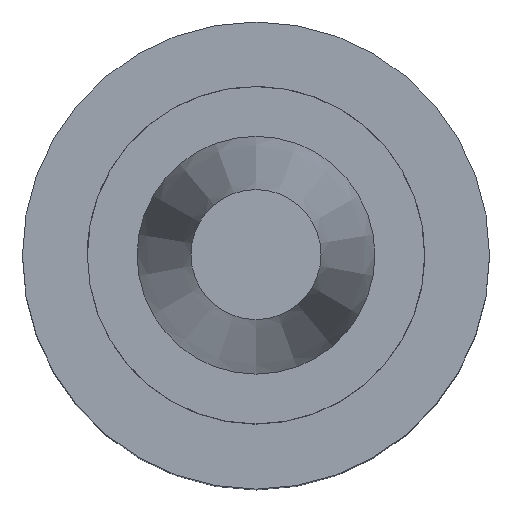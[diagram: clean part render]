
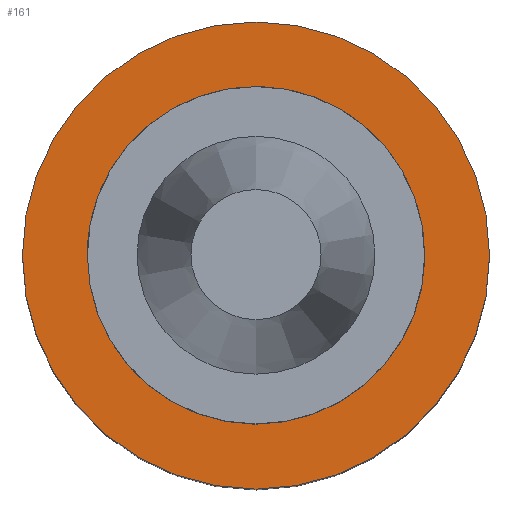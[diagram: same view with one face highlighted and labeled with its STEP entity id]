
A CAD part, top view. The second image highlights one B-rep face of the part: STEP entity #161.
In plain terms, the highlighted planar face has unit normal (0, 0, 1).
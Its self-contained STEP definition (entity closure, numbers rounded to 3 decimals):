
#122=FACE_BOUND('',#231,.T.);
#123=FACE_BOUND('',#232,.T.);
#161=ADVANCED_FACE('',(#122,#123),#188,.T.);
#188=PLANE('',#545);
#231=EDGE_LOOP('',(#287));
#232=EDGE_LOOP('',(#288));
#287=ORIENTED_EDGE('',*,*,#436,.F.);
#288=ORIENTED_EDGE('',*,*,#435,.F.);
#389=VERTEX_POINT('',#759);
#390=VERTEX_POINT('',#762);
#435=EDGE_CURVE('',#389,#389,#489,.T.);
#436=EDGE_CURVE('',#390,#390,#490,.T.);
#489=CIRCLE('',#542,24.8);
#490=CIRCLE('',#544,44.);
#542=AXIS2_PLACEMENT_3D('',#758,#618,#619);
#544=AXIS2_PLACEMENT_3D('',#761,#622,#623);
#545=AXIS2_PLACEMENT_3D('',#763,#624,#625);
#618=DIRECTION('',(0.,0.,1.));
#619=DIRECTION('',(0.,1.,0.));
#622=DIRECTION('',(0.,0.,-1.));
#623=DIRECTION('',(1.,0.,0.));
#624=DIRECTION('',(0.,0.,1.));
#625=DIRECTION('',(0.,1.,0.));
#758=CARTESIAN_POINT('',(0.,0.,-35.));
#759=CARTESIAN_POINT('',(0.,24.8,-35.));
#761=CARTESIAN_POINT('',(0.,0.,-35.));
#762=CARTESIAN_POINT('',(44.,0.,-35.));
#763=CARTESIAN_POINT('',(0.,0.,-35.));
